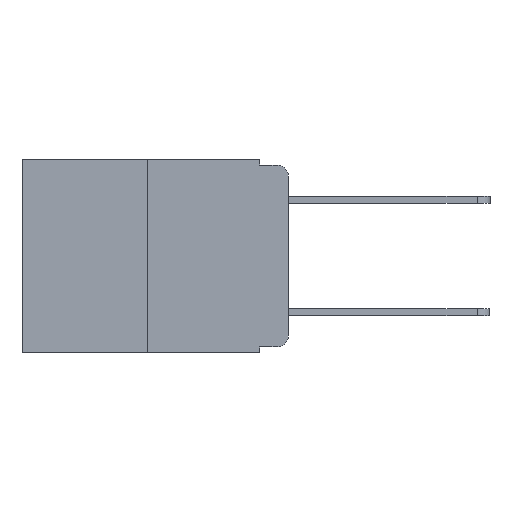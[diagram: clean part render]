
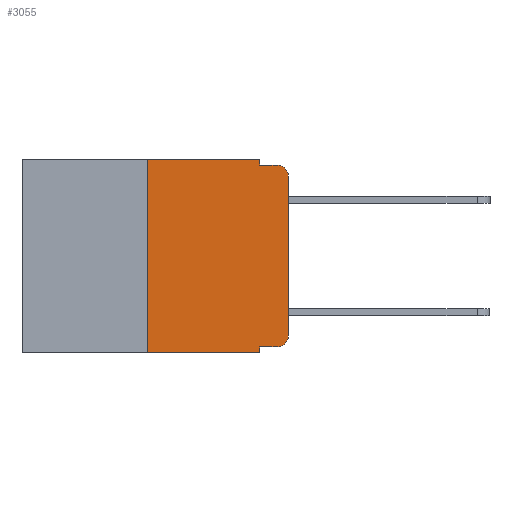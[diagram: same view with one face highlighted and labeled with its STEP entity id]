
A CAD part, left-side view. The second image highlights one B-rep face of the part: STEP entity #3055.
In plain terms, the highlighted planar face has unit normal (-1, 0, 0).
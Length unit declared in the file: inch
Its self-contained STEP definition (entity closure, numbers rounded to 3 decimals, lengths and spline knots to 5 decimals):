
#3 = DIRECTION ( 'NONE',  ( 1., 0., 0. ) ) ;
#478 = EDGE_CURVE ( 'NONE', #3841, #9756, #7414, .T. ) ;
#481 = EDGE_CURVE ( 'NONE', #10169, #8846, #1571, .T. ) ;
#504 = EDGE_CURVE ( 'NONE', #6168, #7901, #4806, .T. ) ;
#507 = EDGE_CURVE ( 'NONE', #7901, #12149, #9290, .T. ) ;
#538 = EDGE_CURVE ( 'NONE', #8332, #582, #5888, .T. ) ;
#544 = PLANE ( 'NONE',  #11351 ) ;
#554 = EDGE_CURVE ( 'NONE', #12367, #12149, #12860, .T. ) ;
#582 = VERTEX_POINT ( 'NONE', #12716 ) ;
#657 = VECTOR ( 'NONE', #7815, 39.37008 ) ;
#863 = LINE ( 'NONE', #11305, #11395 ) ;
#1011 = ORIENTED_EDGE ( 'NONE', *, *, #1117, .T. ) ;
#1117 = EDGE_CURVE ( 'NONE', #582, #12367, #4390, .T. ) ;
#1186 = ORIENTED_EDGE ( 'NONE', *, *, #12833, .F. ) ;
#1438 = ORIENTED_EDGE ( 'NONE', *, *, #12964, .T. ) ;
#1496 = EDGE_CURVE ( 'NONE', #10169, #9756, #863, .T. ) ;
#1571 = LINE ( 'NONE', #8862, #9840 ) ;
#1675 = CARTESIAN_POINT ( 'NONE',  ( 0., 0.25, -0.343 ) ) ;
#1988 = CARTESIAN_POINT ( 'NONE',  ( 0., 0.051, -0.01 ) ) ;
#2707 = DIRECTION ( 'NONE',  ( 0., -1., 0. ) ) ;
#2738 = DIRECTION ( 'NONE',  ( 0., -1., 0. ) ) ;
#2740 = LINE ( 'NONE', #7977, #4837 ) ;
#3055 = ADVANCED_FACE ( 'NONE', ( #9843 ), #544, .F. ) ;
#3706 = CARTESIAN_POINT ( 'NONE',  ( 0., 0.02, -0.333 ) ) ;
#3841 = VERTEX_POINT ( 'NONE', #12248 ) ;
#4030 = ORIENTED_EDGE ( 'NONE', *, *, #554, .T. ) ;
#4157 = DIRECTION ( 'NONE',  ( 0., 0., -1. ) ) ;
#4390 = LINE ( 'NONE', #12486, #657 ) ;
#4509 = LINE ( 'NONE', #11636, #11899 ) ;
#4625 = AXIS2_PLACEMENT_3D ( 'NONE', #9852, #7114, #6973 ) ;
#4806 = LINE ( 'NONE', #6907, #11616 ) ;
#4837 = VECTOR ( 'NONE', #2707, 39.37008 ) ;
#5165 = CARTESIAN_POINT ( 'NONE',  ( 0., 0.051, -0.01 ) ) ;
#5888 = CIRCLE ( 'NONE', #4625, 0.02 ) ;
#6168 = VERTEX_POINT ( 'NONE', #6795 ) ;
#6497 = VECTOR ( 'NONE', #9149, 39.37008 ) ;
#6503 = ORIENTED_EDGE ( 'NONE', *, *, #1496, .T. ) ;
#6597 = ORIENTED_EDGE ( 'NONE', *, *, #481, .F. ) ;
#6795 = CARTESIAN_POINT ( 'NONE',  ( 0., 0.051, 0. ) ) ;
#6907 = CARTESIAN_POINT ( 'NONE',  ( 0., 0.051, 0. ) ) ;
#6973 = DIRECTION ( 'NONE',  ( 0., 0., -1. ) ) ;
#7114 = DIRECTION ( 'NONE',  ( -1., 0., 0. ) ) ;
#7247 = ORIENTED_EDGE ( 'NONE', *, *, #538, .T. ) ;
#7265 = AXIS2_PLACEMENT_3D ( 'NONE', #11635, #10883, #12715 ) ;
#7414 = LINE ( 'NONE', #11937, #11874 ) ;
#7815 = DIRECTION ( 'NONE',  ( 0., 0., 1. ) ) ;
#7901 = VERTEX_POINT ( 'NONE', #1988 ) ;
#7977 = CARTESIAN_POINT ( 'NONE',  ( 0., 0.473, 0. ) ) ;
#8332 = VERTEX_POINT ( 'NONE', #3706 ) ;
#8365 = EDGE_LOOP ( 'NONE', ( #1011, #4030, #11551, #8597, #1186, #6597, #6503, #11024, #1438, #7247 ) ) ;
#8597 = ORIENTED_EDGE ( 'NONE', *, *, #504, .F. ) ;
#8846 = VERTEX_POINT ( 'NONE', #12605 ) ;
#8862 = CARTESIAN_POINT ( 'NONE',  ( 0., 0.25, 0. ) ) ;
#9149 = DIRECTION ( 'NONE',  ( 0., -1., 0. ) ) ;
#9290 = LINE ( 'NONE', #5165, #6497 ) ;
#9756 = VERTEX_POINT ( 'NONE', #10554 ) ;
#9840 = VECTOR ( 'NONE', #11992, 39.37008 ) ;
#9843 = FACE_OUTER_BOUND ( 'NONE', #8365, .T. ) ;
#9852 = CARTESIAN_POINT ( 'NONE',  ( 0., 0.02, -0.313 ) ) ;
#10169 = VERTEX_POINT ( 'NONE', #1675 ) ;
#10182 = DIRECTION ( 'NONE',  ( 0., 0., -1. ) ) ;
#10478 = CARTESIAN_POINT ( 'NONE',  ( 0., 0.473, 0. ) ) ;
#10554 = CARTESIAN_POINT ( 'NONE',  ( 0., 0.051, -0.343 ) ) ;
#10665 = DIRECTION ( 'NONE',  ( 0., 0., -1. ) ) ;
#10883 = DIRECTION ( 'NONE',  ( -1., 0., 0. ) ) ;
#11024 = ORIENTED_EDGE ( 'NONE', *, *, #478, .F. ) ;
#11189 = CARTESIAN_POINT ( 'NONE',  ( 0., 0., -0.03 ) ) ;
#11305 = CARTESIAN_POINT ( 'NONE',  ( 0., 0.473, -0.343 ) ) ;
#11351 = AXIS2_PLACEMENT_3D ( 'NONE', #10478, #3, #10182 ) ;
#11395 = VECTOR ( 'NONE', #2738, 39.37008 ) ;
#11551 = ORIENTED_EDGE ( 'NONE', *, *, #507, .F. ) ;
#11616 = VECTOR ( 'NONE', #4157, 39.37008 ) ;
#11635 = CARTESIAN_POINT ( 'NONE',  ( 0., 0.02, -0.03 ) ) ;
#11636 = CARTESIAN_POINT ( 'NONE',  ( 0., 0.051, -0.333 ) ) ;
#11874 = VECTOR ( 'NONE', #10665, 39.37008 ) ;
#11894 = CARTESIAN_POINT ( 'NONE',  ( 0., 0.02, -0.01 ) ) ;
#11899 = VECTOR ( 'NONE', #12521, 39.37008 ) ;
#11937 = CARTESIAN_POINT ( 'NONE',  ( 0., 0.051, 0. ) ) ;
#11992 = DIRECTION ( 'NONE',  ( 0., 0., 1. ) ) ;
#12149 = VERTEX_POINT ( 'NONE', #11894 ) ;
#12248 = CARTESIAN_POINT ( 'NONE',  ( 0., 0.051, -0.333 ) ) ;
#12367 = VERTEX_POINT ( 'NONE', #11189 ) ;
#12486 = CARTESIAN_POINT ( 'NONE',  ( 0., 0., 0. ) ) ;
#12521 = DIRECTION ( 'NONE',  ( 0., -1., 0. ) ) ;
#12605 = CARTESIAN_POINT ( 'NONE',  ( 0., 0.25, 0. ) ) ;
#12715 = DIRECTION ( 'NONE',  ( 0., 0., -1. ) ) ;
#12716 = CARTESIAN_POINT ( 'NONE',  ( 0., 0., -0.313 ) ) ;
#12833 = EDGE_CURVE ( 'NONE', #8846, #6168, #2740, .T. ) ;
#12860 = CIRCLE ( 'NONE', #7265, 0.02 ) ;
#12964 = EDGE_CURVE ( 'NONE', #3841, #8332, #4509, .T. ) ;
